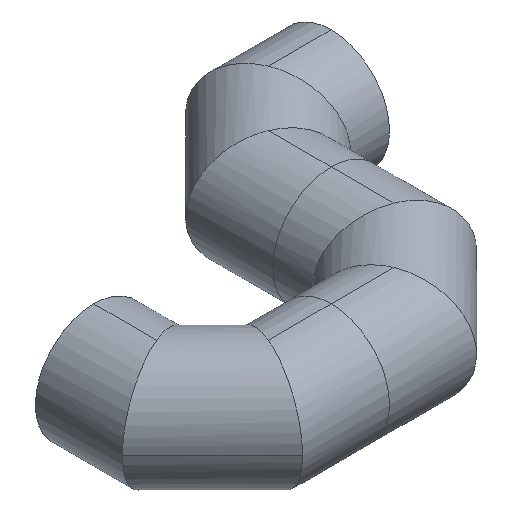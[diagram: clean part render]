
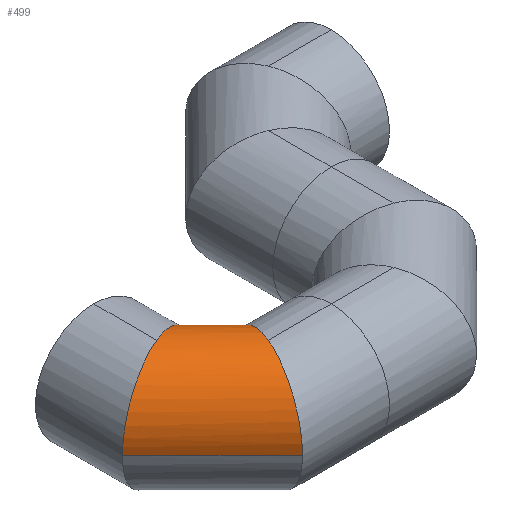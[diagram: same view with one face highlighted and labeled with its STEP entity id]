
A CAD part, isometric view. The second image highlights one B-rep face of the part: STEP entity #499.
In plain terms, the highlighted cylindrical face has radius 124.968 mm (diameter 249.936 mm), a partial arc.
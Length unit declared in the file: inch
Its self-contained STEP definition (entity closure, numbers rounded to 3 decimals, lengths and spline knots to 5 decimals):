
#5 = CARTESIAN_POINT ( 'NONE',  ( 4.7, 10., 4.92 ) ) ;
#68 = ORIENTED_EDGE ( 'NONE', *, *, #436, .T. ) ;
#76 = DIRECTION ( 'NONE',  ( 0.707, 0.707, 0. ) ) ;
#85 = CARTESIAN_POINT ( 'NONE',  ( 0., 5.3, 0. ) ) ;
#89 = ORIENTED_EDGE ( 'NONE', *, *, #673, .T. ) ;
#102 = ORIENTED_EDGE ( 'NONE', *, *, #333, .T. ) ;
#105 = LINE ( 'NONE', #128, #492 ) ;
#128 = CARTESIAN_POINT ( 'NONE',  ( 3.47897, 1.82103, 0. ) ) ;
#130 = CARTESIAN_POINT ( 'NONE',  ( -3.47897, 8.77897, 0. ) ) ;
#168 = CARTESIAN_POINT ( 'NONE',  ( 4.92, 3.26207, 0. ) ) ;
#191 = CARTESIAN_POINT ( 'NONE',  ( 6.73793, 5.08, 2.88207 ) ) ;
#200 = VECTOR ( 'NONE', #336, 39.37008 ) ;
#217 = VERTEX_POINT ( 'NONE', #168 ) ;
#261 = CARTESIAN_POINT ( 'NONE',  ( 0., 5.3, 4.92 ) ) ;
#263 = CARTESIAN_POINT ( 'NONE',  ( -2.88207, 6.49379, 4.92 ) ) ;
#275 = CARTESIAN_POINT ( 'NONE',  ( 4.92, 3.26207, 0. ) ) ;
#292 = VERTEX_POINT ( 'NONE', #366 ) ;
#299 = CARTESIAN_POINT ( 'NONE',  ( 4.92, 3.26207, 2.88207 ) ) ;
#311 = CARTESIAN_POINT ( 'NONE',  ( -4.92, 7.33793, 2.88207 ) ) ;
#333 = EDGE_CURVE ( 'NONE', #528, #217, #339, .T. ) ;
#336 = DIRECTION ( 'NONE',  ( 0.707, 0.707, 0. ) ) ;
#338 = FACE_OUTER_BOUND ( 'NONE', #423, .T. ) ;
#339 =( BOUNDED_CURVE ( )  B_SPLINE_CURVE ( 3, ( #622, #670, #299, #275 ),
 .UNSPECIFIED., .F., .F. ) 
 B_SPLINE_CURVE_WITH_KNOTS ( ( 4, 4 ),
 ( 4.71239, 6.28319 ),
 .UNSPECIFIED. ) 
 CURVE ( )  GEOMETRIC_REPRESENTATION_ITEM ( )  RATIONAL_B_SPLINE_CURVE ( ( 1., 0.805, 0.805, 1. ) ) 
 REPRESENTATION_ITEM ( '' )  );
#340 = CARTESIAN_POINT ( 'NONE',  ( 2.66207, 14.92, 0. ) ) ;
#353 = ORIENTED_EDGE ( 'NONE', *, *, #374, .F. ) ;
#365 =( BOUNDED_CURVE ( )  B_SPLINE_CURVE ( 3, ( #494, #191, #659, #653 ),
 .UNSPECIFIED., .F., .F. ) 
 B_SPLINE_CURVE_WITH_KNOTS ( ( 4, 4 ),
 ( 3.14159, 4.71239 ),
 .UNSPECIFIED. ) 
 CURVE ( )  GEOMETRIC_REPRESENTATION_ITEM ( )  RATIONAL_B_SPLINE_CURVE ( ( 1., 0.805, 0.805, 1. ) ) 
 REPRESENTATION_ITEM ( '' )  );
#366 = CARTESIAN_POINT ( 'NONE',  ( 4.7, 10., 4.92 ) ) ;
#367 = CYLINDRICAL_SURFACE ( 'NONE', #649, 4.92 ) ;
#371 =( BOUNDED_CURVE ( )  B_SPLINE_CURVE ( 3, ( #532, #311, #263, #261 ),
 .UNSPECIFIED., .F., .T. ) 
 B_SPLINE_CURVE_WITH_KNOTS ( ( 4, 4 ),
 ( 3.14159, 4.71239 ),
 .UNSPECIFIED. ) 
 CURVE ( )  GEOMETRIC_REPRESENTATION_ITEM ( )  RATIONAL_B_SPLINE_CURVE ( ( 1., 0.805, 0.805, 1. ) ) 
 REPRESENTATION_ITEM ( '' )  );
#374 = EDGE_CURVE ( 'NONE', #498, #646, #473, .T. ) ;
#423 = EDGE_LOOP ( 'NONE', ( #89, #102, #452, #438, #68, #353 ) ) ;
#427 = CARTESIAN_POINT ( 'NONE',  ( 0., 5.3, 4.92 ) ) ;
#436 = EDGE_CURVE ( 'NONE', #292, #646, #594, .T. ) ;
#438 = ORIENTED_EDGE ( 'NONE', *, *, #461, .T. ) ;
#452 = ORIENTED_EDGE ( 'NONE', *, *, #583, .T. ) ;
#461 = EDGE_CURVE ( 'NONE', #493, #292, #365, .T. ) ;
#473 = LINE ( 'NONE', #130, #200 ) ;
#492 = VECTOR ( 'NONE', #76, 39.37008 ) ;
#493 = VERTEX_POINT ( 'NONE', #553 ) ;
#494 = CARTESIAN_POINT ( 'NONE',  ( 6.73793, 5.08, 0. ) ) ;
#498 = VERTEX_POINT ( 'NONE', #519 ) ;
#499 = ADVANCED_FACE ( 'NONE', ( #338 ), #367, .T. ) ;
#517 = DIRECTION ( 'NONE',  ( 0.707, 0.707, 0. ) ) ;
#519 = CARTESIAN_POINT ( 'NONE',  ( -4.92, 7.33793, 0. ) ) ;
#528 = VERTEX_POINT ( 'NONE', #427 ) ;
#532 = CARTESIAN_POINT ( 'NONE',  ( -4.92, 7.33793, 0. ) ) ;
#553 = CARTESIAN_POINT ( 'NONE',  ( 6.73793, 5.08, 0. ) ) ;
#571 = CARTESIAN_POINT ( 'NONE',  ( 2.66207, 14.92, 2.88207 ) ) ;
#583 = EDGE_CURVE ( 'NONE', #217, #493, #105, .T. ) ;
#594 =( BOUNDED_CURVE ( )  B_SPLINE_CURVE ( 3, ( #5, #684, #571, #340 ),
 .UNSPECIFIED., .F., .F. ) 
 B_SPLINE_CURVE_WITH_KNOTS ( ( 4, 4 ),
 ( 4.71239, 6.28319 ),
 .UNSPECIFIED. ) 
 CURVE ( )  GEOMETRIC_REPRESENTATION_ITEM ( )  RATIONAL_B_SPLINE_CURVE ( ( 1., 0.805, 0.805, 1. ) ) 
 REPRESENTATION_ITEM ( '' )  );
#618 = CARTESIAN_POINT ( 'NONE',  ( 2.66207, 14.92, 0. ) ) ;
#622 = CARTESIAN_POINT ( 'NONE',  ( 0., 5.3, 4.92 ) ) ;
#646 = VERTEX_POINT ( 'NONE', #618 ) ;
#649 = AXIS2_PLACEMENT_3D ( 'NONE', #85, #517, #668 ) ;
#653 = CARTESIAN_POINT ( 'NONE',  ( 4.7, 10., 4.92 ) ) ;
#659 = CARTESIAN_POINT ( 'NONE',  ( 5.89379, 7.11793, 4.92 ) ) ;
#668 = DIRECTION ( 'NONE',  ( -0.707, 0.707, 0. ) ) ;
#670 = CARTESIAN_POINT ( 'NONE',  ( 2.88207, 4.10621, 4.92 ) ) ;
#673 = EDGE_CURVE ( 'NONE', #498, #528, #371, .T. ) ;
#684 = CARTESIAN_POINT ( 'NONE',  ( 3.50621, 12.88207, 4.92 ) ) ;
